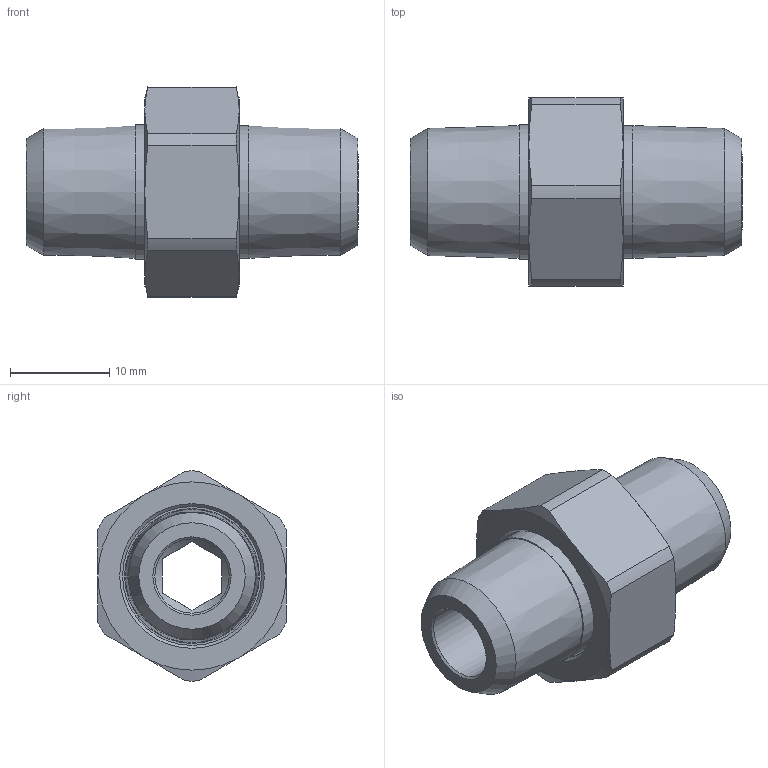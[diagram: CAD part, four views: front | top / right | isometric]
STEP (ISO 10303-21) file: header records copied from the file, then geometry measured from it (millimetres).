
FILE_DESCRIPTION(/* description */ (''),/* implementation_level */ '2;1');
FILE_NAME(/* name */ '306004_L-DONI_R14_20.07.17',/* time_stamp */ '2017-07-20T11:53:09+02:00',/* author */ (''),/* organization */ (''),/* preprocessor_version */ 'ST-DEVELOPER v16.5',/* originating_system */ 'HiCAD 2016 2102.2 Build 618',/* authorisation */ '');
FILE_SCHEMA (('AUTOMOTIVE_DESIGN { 1 0 10303 214 1 1 1 1 }'));
Length unit declared in the file: millimetre
Products named in the file (4): Root; 306004_3; 306004_2; 306004_1
Assembly tree (3 placements, depth 2):
  Root
    306004_3
    306004_2
    306004_1
Bounding box: 33.5 x 19 x 21.2 mm (x, y, z)
Volume: 4616.3 mm3; surface area: 4268.1 mm2
Topology: 3 solids, 3 shells, 73 faces, 184 edges, 122 vertices
Faces by surface type: plane 29, cone 28, cylinder 15, torus 1
Full cylindrical faces by diameter (mm): 7.5 x1, 9 x1, 12.3 x1, 13.389 x1, 13.6 x1, 14 x1, 15.5 x1, 15.773 x1, 17 x1
Entity records: 3740 total; most frequent: DIRECTION 442, CARTESIAN_POINT 351, PRESENTATION_STYLE_ASSIGNMENT 311, COLOUR_RGB 309, DRAUGHTING_PRE_DEFINED_CURVE_FONT 308, CURVE_STYLE 308, OVER_RIDING_STYLED_ITEM 308, ORIENTED_EDGE 308
